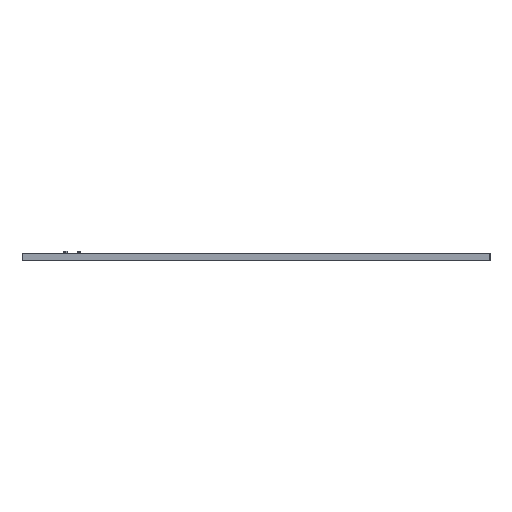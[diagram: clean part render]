
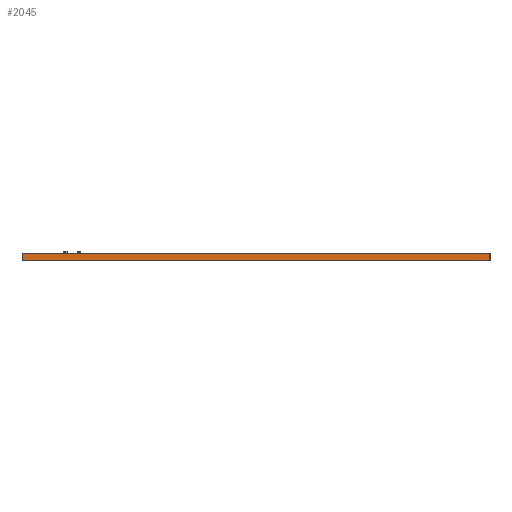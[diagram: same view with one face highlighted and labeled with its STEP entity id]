
A CAD part, left-side view. The second image highlights one B-rep face of the part: STEP entity #2045.
In plain terms, the highlighted planar face has unit normal (-1, 0, 0).
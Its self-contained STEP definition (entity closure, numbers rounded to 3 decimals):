
#1929 = EDGE_CURVE('',#1930,#1932,#1934,.T.);
#1930 = VERTEX_POINT('',#1931);
#1931 = CARTESIAN_POINT('',(67.,-87.,0.));
#1932 = VERTEX_POINT('',#1933);
#1933 = CARTESIAN_POINT('',(67.,-87.,1.6));
#1934 = SURFACE_CURVE('',#1935,(#1939,#1951),.PCURVE_S1.);
#1935 = LINE('',#1936,#1937);
#1936 = CARTESIAN_POINT('',(67.,-87.,0.));
#1937 = VECTOR('',#1938,1.);
#1938 = DIRECTION('',(0.,0.,1.));
#1939 = PCURVE('',#1940,#1945);
#1940 = PLANE('',#1941);
#1941 = AXIS2_PLACEMENT_3D('',#1942,#1943,#1944);
#1942 = CARTESIAN_POINT('',(67.,-87.,0.));
#1943 = DIRECTION('',(0.,1.,0.));
#1944 = DIRECTION('',(1.,0.,0.));
#1945 = DEFINITIONAL_REPRESENTATION('',(#1946),#1950);
#1946 = LINE('',#1947,#1948);
#1947 = CARTESIAN_POINT('',(0.,0.));
#1948 = VECTOR('',#1949,1.);
#1949 = DIRECTION('',(0.,-1.));
#1950 = ( GEOMETRIC_REPRESENTATION_CONTEXT(2) 
PARAMETRIC_REPRESENTATION_CONTEXT() REPRESENTATION_CONTEXT('2D SPACE',''
  ) );
#1951 = PCURVE('',#1952,#1957);
#1952 = PLANE('',#1953);
#1953 = AXIS2_PLACEMENT_3D('',#1954,#1955,#1956);
#1954 = CARTESIAN_POINT('',(67.,-187.,0.));
#1955 = DIRECTION('',(-1.,0.,0.));
#1956 = DIRECTION('',(0.,1.,0.));
#1957 = DEFINITIONAL_REPRESENTATION('',(#1958),#1962);
#1958 = LINE('',#1959,#1960);
#1959 = CARTESIAN_POINT('',(100.,0.));
#1960 = VECTOR('',#1961,1.);
#1961 = DIRECTION('',(0.,-1.));
#1962 = ( GEOMETRIC_REPRESENTATION_CONTEXT(2) 
PARAMETRIC_REPRESENTATION_CONTEXT() REPRESENTATION_CONTEXT('2D SPACE',''
  ) );
#1980 = PLANE('',#1981);
#1981 = AXIS2_PLACEMENT_3D('',#1982,#1983,#1984);
#1982 = CARTESIAN_POINT('',(199.,-137.,1.6));
#1983 = DIRECTION('',(0.,0.,-1.));
#1984 = DIRECTION('',(-1.,0.,0.));
#2034 = PLANE('',#2035);
#2035 = AXIS2_PLACEMENT_3D('',#2036,#2037,#2038);
#2036 = CARTESIAN_POINT('',(199.,-137.,0.));
#2037 = DIRECTION('',(0.,0.,-1.));
#2038 = DIRECTION('',(-1.,0.,0.));
#2045 = ADVANCED_FACE('',(#2046),#1952,.T.);
#2046 = FACE_BOUND('',#2047,.T.);
#2047 = EDGE_LOOP('',(#2048,#2078,#2099,#2100));
#2048 = ORIENTED_EDGE('',*,*,#2049,.T.);
#2049 = EDGE_CURVE('',#2050,#2052,#2054,.T.);
#2050 = VERTEX_POINT('',#2051);
#2051 = CARTESIAN_POINT('',(67.,-187.,0.));
#2052 = VERTEX_POINT('',#2053);
#2053 = CARTESIAN_POINT('',(67.,-187.,1.6));
#2054 = SURFACE_CURVE('',#2055,(#2059,#2066),.PCURVE_S1.);
#2055 = LINE('',#2056,#2057);
#2056 = CARTESIAN_POINT('',(67.,-187.,0.));
#2057 = VECTOR('',#2058,1.);
#2058 = DIRECTION('',(0.,0.,1.));
#2059 = PCURVE('',#1952,#2060);
#2060 = DEFINITIONAL_REPRESENTATION('',(#2061),#2065);
#2061 = LINE('',#2062,#2063);
#2062 = CARTESIAN_POINT('',(0.,0.));
#2063 = VECTOR('',#2064,1.);
#2064 = DIRECTION('',(0.,-1.));
#2065 = ( GEOMETRIC_REPRESENTATION_CONTEXT(2) 
PARAMETRIC_REPRESENTATION_CONTEXT() REPRESENTATION_CONTEXT('2D SPACE',''
  ) );
#2066 = PCURVE('',#2067,#2072);
#2067 = PLANE('',#2068);
#2068 = AXIS2_PLACEMENT_3D('',#2069,#2070,#2071);
#2069 = CARTESIAN_POINT('',(331.,-187.,0.));
#2070 = DIRECTION('',(0.,-1.,0.));
#2071 = DIRECTION('',(-1.,0.,0.));
#2072 = DEFINITIONAL_REPRESENTATION('',(#2073),#2077);
#2073 = LINE('',#2074,#2075);
#2074 = CARTESIAN_POINT('',(264.,0.));
#2075 = VECTOR('',#2076,1.);
#2076 = DIRECTION('',(0.,-1.));
#2077 = ( GEOMETRIC_REPRESENTATION_CONTEXT(2) 
PARAMETRIC_REPRESENTATION_CONTEXT() REPRESENTATION_CONTEXT('2D SPACE',''
  ) );
#2078 = ORIENTED_EDGE('',*,*,#2079,.T.);
#2079 = EDGE_CURVE('',#2052,#1932,#2080,.T.);
#2080 = SURFACE_CURVE('',#2081,(#2085,#2092),.PCURVE_S1.);
#2081 = LINE('',#2082,#2083);
#2082 = CARTESIAN_POINT('',(67.,-187.,1.6));
#2083 = VECTOR('',#2084,1.);
#2084 = DIRECTION('',(0.,1.,0.));
#2085 = PCURVE('',#1952,#2086);
#2086 = DEFINITIONAL_REPRESENTATION('',(#2087),#2091);
#2087 = LINE('',#2088,#2089);
#2088 = CARTESIAN_POINT('',(0.,-1.6));
#2089 = VECTOR('',#2090,1.);
#2090 = DIRECTION('',(1.,0.));
#2091 = ( GEOMETRIC_REPRESENTATION_CONTEXT(2) 
PARAMETRIC_REPRESENTATION_CONTEXT() REPRESENTATION_CONTEXT('2D SPACE',''
  ) );
#2092 = PCURVE('',#1980,#2093);
#2093 = DEFINITIONAL_REPRESENTATION('',(#2094),#2098);
#2094 = LINE('',#2095,#2096);
#2095 = CARTESIAN_POINT('',(132.,-50.));
#2096 = VECTOR('',#2097,1.);
#2097 = DIRECTION('',(0.,1.));
#2098 = ( GEOMETRIC_REPRESENTATION_CONTEXT(2) 
PARAMETRIC_REPRESENTATION_CONTEXT() REPRESENTATION_CONTEXT('2D SPACE',''
  ) );
#2099 = ORIENTED_EDGE('',*,*,#1929,.F.);
#2100 = ORIENTED_EDGE('',*,*,#2101,.F.);
#2101 = EDGE_CURVE('',#2050,#1930,#2102,.T.);
#2102 = SURFACE_CURVE('',#2103,(#2107,#2114),.PCURVE_S1.);
#2103 = LINE('',#2104,#2105);
#2104 = CARTESIAN_POINT('',(67.,-187.,0.));
#2105 = VECTOR('',#2106,1.);
#2106 = DIRECTION('',(0.,1.,0.));
#2107 = PCURVE('',#1952,#2108);
#2108 = DEFINITIONAL_REPRESENTATION('',(#2109),#2113);
#2109 = LINE('',#2110,#2111);
#2110 = CARTESIAN_POINT('',(0.,0.));
#2111 = VECTOR('',#2112,1.);
#2112 = DIRECTION('',(1.,0.));
#2113 = ( GEOMETRIC_REPRESENTATION_CONTEXT(2) 
PARAMETRIC_REPRESENTATION_CONTEXT() REPRESENTATION_CONTEXT('2D SPACE',''
  ) );
#2114 = PCURVE('',#2034,#2115);
#2115 = DEFINITIONAL_REPRESENTATION('',(#2116),#2120);
#2116 = LINE('',#2117,#2118);
#2117 = CARTESIAN_POINT('',(132.,-50.));
#2118 = VECTOR('',#2119,1.);
#2119 = DIRECTION('',(0.,1.));
#2120 = ( GEOMETRIC_REPRESENTATION_CONTEXT(2) 
PARAMETRIC_REPRESENTATION_CONTEXT() REPRESENTATION_CONTEXT('2D SPACE',''
  ) );
